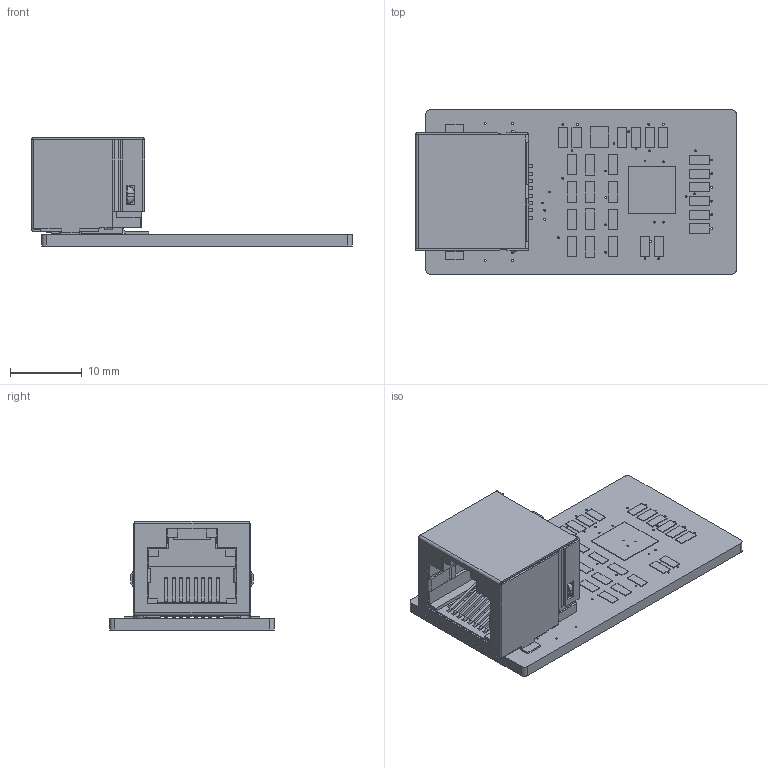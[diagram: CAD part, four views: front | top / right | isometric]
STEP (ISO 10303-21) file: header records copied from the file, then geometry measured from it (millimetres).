
FILE_DESCRIPTION(/* description */ (''),/* implementation_level */ '2;1');
FILE_NAME(/* name */ '4ef37729-f437-4a79-868c-39d1b3e2f068.stp',/* time_stamp */ '2021-08-30T21:48:31+00:00',/* author */ (''),/* organization */ (''),/* preprocessor_version */ 'ST-DEVELOPER v18.1',/* originating_system */ 'Autodesk Translation Framework v10.10.0.1391',/* authorisation */ '');
FILE_SCHEMA (('AUTOMOTIVE_DESIGN { 1 0 10303 214 3 1 1 }'));
Length unit declared in the file: millimetre
Products named in the file (14): 4ef37729-f437-4a79-868c-39d1b3e2f068; PCB Component; Board; 1uF; 634008149821; 634008149821_Housing; 634008149821_Housing2; 634008149821_Pin; 634008149821_Shielding; 2N7002; 4.7k; Test; ADXL357; XC6206P302MR
Assembly tree (52 placements, depth 4):
  4ef37729-f437-4a79-868c-39d1b3e2f068
    PCB Component
      Board
      1uF  x12
      634008149821
        634008149821_Housing
        634008149821_Housing2
        634008149821_Pin  x8
        634008149821_Shielding
      2N7002  x4
      4.7k  x10
      Test  x10
      ADXL357
      XC6206P302MR
Bounding box: 44.6 x 22.86 x 15.22 mm (x, y, z)
Volume: 3059.3 mm3; surface area: 7461.8 mm2
Topology: 50 solids, 50 shells, 966 faces, 2610 edges, 1694 vertices
Faces by surface type: plane 776, cylinder 170, sphere 10, torus 10
Full cylindrical faces by diameter (mm): 0.254 x50, 3.25 x2
Entity records: 22262 total; most frequent: CARTESIAN_POINT 3808, ORIENTED_EDGE 3760, DIRECTION 3610, EDGE_CURVE 1880, LINE 1578, VECTOR 1578, VERTEX_POINT 1214, AXIS2_PLACEMENT_3D 1016
